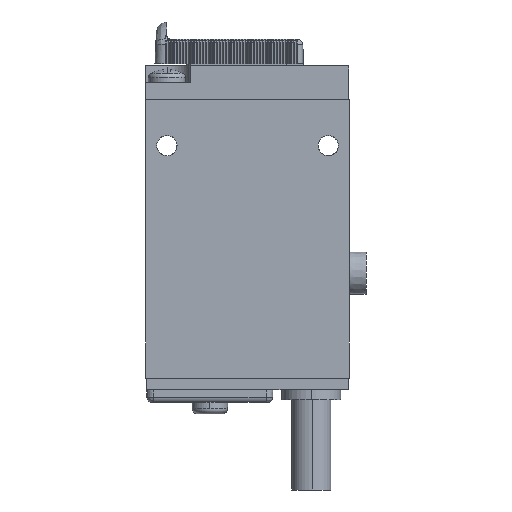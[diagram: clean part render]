
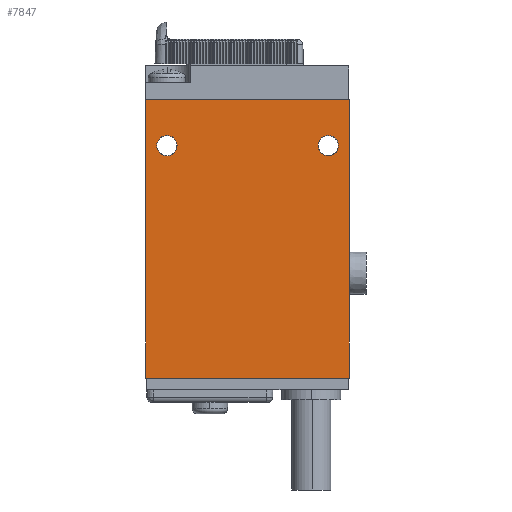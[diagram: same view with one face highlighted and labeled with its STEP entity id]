
A CAD part, left-side view. The second image highlights one B-rep face of the part: STEP entity #7847.
In plain terms, the highlighted planar face has unit normal (-1, 0, 0).
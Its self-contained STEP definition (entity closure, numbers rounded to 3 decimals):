
#1=DIRECTION('',(0.,0.,-1.));
#2=VECTOR('',#1,42.164);
#3=CARTESIAN_POINT('',(-6.02,0.,0.));
#4=LINE('',#3,#2);
#5=DIRECTION('',(0.,1.,0.));
#6=VECTOR('',#5,30.785);
#7=CARTESIAN_POINT('',(-6.02,0.,-42.164));
#8=LINE('',#7,#6);
#9=DIRECTION('',(0.,0.,1.));
#10=VECTOR('',#9,42.164);
#11=CARTESIAN_POINT('',(-6.02,30.785,-42.164));
#12=LINE('',#11,#10);
#13=DIRECTION('',(0.,-1.,0.));
#14=VECTOR('',#13,30.785);
#15=CARTESIAN_POINT('',(-6.02,30.785,0.));
#16=LINE('',#15,#14);
#17=CARTESIAN_POINT('',(-6.02,27.61,-6.985));
#18=DIRECTION('',(1.,0.,0.));
#19=DIRECTION('',(0.,0.,-1.));
#20=AXIS2_PLACEMENT_3D('',#17,#18,#19);
#22=CARTESIAN_POINT('',(-6.02,27.61,-6.985));
#23=DIRECTION('',(1.,0.,0.));
#24=DIRECTION('',(0.,0.,1.));
#25=AXIS2_PLACEMENT_3D('',#22,#23,#24);
#27=CARTESIAN_POINT('',(-6.02,3.175,-6.985));
#28=DIRECTION('',(1.,0.,0.));
#29=DIRECTION('',(0.,0.,-1.));
#30=AXIS2_PLACEMENT_3D('',#27,#28,#29);
#32=CARTESIAN_POINT('',(-6.02,3.175,-6.985));
#33=DIRECTION('',(1.,0.,0.));
#34=DIRECTION('',(0.,0.,1.));
#35=AXIS2_PLACEMENT_3D('',#32,#33,#34);
#6194=CARTESIAN_POINT('',(-6.02,0.,0.));
#6195=CARTESIAN_POINT('',(-6.02,0.,-42.164));
#6196=VERTEX_POINT('',#6194);
#6197=VERTEX_POINT('',#6195);
#6198=CARTESIAN_POINT('',(-6.02,30.785,-42.164));
#6199=VERTEX_POINT('',#6198);
#6200=CARTESIAN_POINT('',(-6.02,30.785,0.));
#6201=VERTEX_POINT('',#6200);
#6210=CARTESIAN_POINT('',(-6.02,27.61,-8.535));
#6211=CARTESIAN_POINT('',(-6.02,27.61,-5.435));
#6212=VERTEX_POINT('',#6210);
#6213=VERTEX_POINT('',#6211);
#6214=CARTESIAN_POINT('',(-6.02,3.175,-8.535));
#6215=CARTESIAN_POINT('',(-6.02,3.175,-5.435));
#6216=VERTEX_POINT('',#6214);
#6217=VERTEX_POINT('',#6215);
#7820=CARTESIAN_POINT('',(-6.02,0.,0.));
#7821=DIRECTION('',(1.,0.,0.));
#7822=DIRECTION('',(0.,0.,-1.));
#7823=AXIS2_PLACEMENT_3D('',#7820,#7821,#7822);
#7824=PLANE('',#7823);
#7826=ORIENTED_EDGE('',*,*,#7825,.T.);
#7828=ORIENTED_EDGE('',*,*,#7827,.T.);
#7830=ORIENTED_EDGE('',*,*,#7829,.T.);
#7832=ORIENTED_EDGE('',*,*,#7831,.T.);
#7833=EDGE_LOOP('',(#7826,#7828,#7830,#7832));
#7834=FACE_OUTER_BOUND('',#7833,.F.);
#7836=ORIENTED_EDGE('',*,*,#7835,.F.);
#7838=ORIENTED_EDGE('',*,*,#7837,.F.);
#7839=EDGE_LOOP('',(#7836,#7838));
#7840=FACE_BOUND('',#7839,.F.);
#7842=ORIENTED_EDGE('',*,*,#7841,.F.);
#7844=ORIENTED_EDGE('',*,*,#7843,.F.);
#7845=EDGE_LOOP('',(#7842,#7844));
#7846=FACE_BOUND('',#7845,.F.);
#7847=ADVANCED_FACE('',(#7834,#7840,#7846),#7824,.F.);
#21=CIRCLE('',#20,1.55);
#26=CIRCLE('',#25,1.55);
#31=CIRCLE('',#30,1.55);
#36=CIRCLE('',#35,1.55);
#7825=EDGE_CURVE('',#6196,#6197,#4,.T.);
#7827=EDGE_CURVE('',#6197,#6199,#8,.T.);
#7829=EDGE_CURVE('',#6199,#6201,#12,.T.);
#7831=EDGE_CURVE('',#6201,#6196,#16,.T.);
#7835=EDGE_CURVE('',#6212,#6213,#21,.T.);
#7837=EDGE_CURVE('',#6213,#6212,#26,.T.);
#7841=EDGE_CURVE('',#6216,#6217,#31,.T.);
#7843=EDGE_CURVE('',#6217,#6216,#36,.T.);
